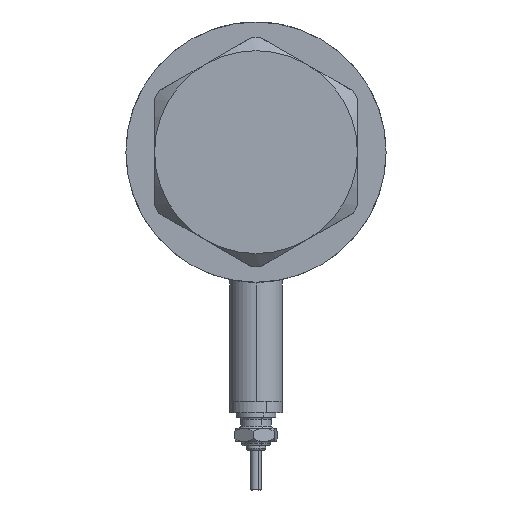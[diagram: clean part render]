
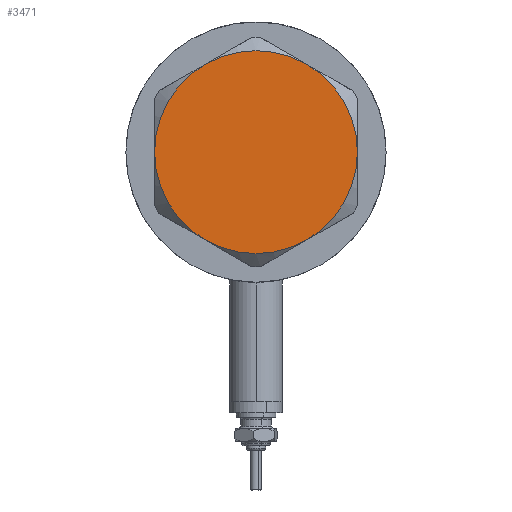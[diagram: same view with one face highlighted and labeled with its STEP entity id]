
A CAD part, left-side view. The second image highlights one B-rep face of the part: STEP entity #3471.
In plain terms, the highlighted face is planar.
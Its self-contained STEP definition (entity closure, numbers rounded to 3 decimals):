
#148 = CIRCLE ( 'NONE', #3799, 23. ) ;
#333 = EDGE_CURVE ( 'NONE', #2667, #810, #4101, .T. ) ;
#357 = DIRECTION ( 'NONE',  ( 1., 0., 0. ) ) ;
#488 = AXIS2_PLACEMENT_3D ( 'NONE', #2920, #4751, #654 ) ;
#590 = EDGE_CURVE ( 'NONE', #810, #648, #3520, .T. ) ;
#608 = CARTESIAN_POINT ( 'NONE',  ( -11.5, 19.919, 13. ) ) ;
#646 = EDGE_LOOP ( 'NONE', ( #2012, #4881, #3392, #3173, #3117, #5731 ) ) ;
#648 = VERTEX_POINT ( 'NONE', #608 ) ;
#654 = DIRECTION ( 'NONE',  ( 1., 0., 0. ) ) ;
#757 = EDGE_CURVE ( 'NONE', #648, #5474, #5346, .T. ) ;
#810 = VERTEX_POINT ( 'NONE', #3004 ) ;
#939 = VERTEX_POINT ( 'NONE', #4027 ) ;
#1082 = PLANE ( 'NONE',  #488 ) ;
#1109 = FACE_OUTER_BOUND ( 'NONE', #646, .T. ) ;
#1119 = DIRECTION ( 'NONE',  ( 1., 0., 0. ) ) ;
#1472 = DIRECTION ( 'NONE',  ( 0., 0., 1. ) ) ;
#2012 = ORIENTED_EDGE ( 'NONE', *, *, #2110, .T. ) ;
#2077 = DIRECTION ( 'NONE',  ( 0., 0., 1. ) ) ;
#2110 = EDGE_CURVE ( 'NONE', #2516, #2667, #5265, .T. ) ;
#2516 = VERTEX_POINT ( 'NONE', #3612 ) ;
#2664 = AXIS2_PLACEMENT_3D ( 'NONE', #4433, #4843, #357 ) ;
#2667 = VERTEX_POINT ( 'NONE', #4029 ) ;
#2831 = DIRECTION ( 'NONE',  ( 1., 0., 0. ) ) ;
#2920 = CARTESIAN_POINT ( 'NONE',  ( 0., 0., 13. ) ) ;
#2977 = CARTESIAN_POINT ( 'NONE',  ( 0., 0., 13. ) ) ;
#3004 = CARTESIAN_POINT ( 'NONE',  ( 11.5, 19.919, 13. ) ) ;
#3005 = DIRECTION ( 'NONE',  ( 0., 0., 1. ) ) ;
#3009 = EDGE_CURVE ( 'NONE', #939, #2516, #3345, .T. ) ;
#3090 = DIRECTION ( 'NONE',  ( 1., 0., 0. ) ) ;
#3107 = DIRECTION ( 'NONE',  ( 1., 0., 0. ) ) ;
#3117 = ORIENTED_EDGE ( 'NONE', *, *, #5676, .T. ) ;
#3173 = ORIENTED_EDGE ( 'NONE', *, *, #757, .T. ) ;
#3247 = AXIS2_PLACEMENT_3D ( 'NONE', #5059, #1472, #2831 ) ;
#3325 = DIRECTION ( 'NONE',  ( 0., 0., 1. ) ) ;
#3345 = CIRCLE ( 'NONE', #3247, 23. ) ;
#3392 = ORIENTED_EDGE ( 'NONE', *, *, #590, .T. ) ;
#3413 = CARTESIAN_POINT ( 'NONE',  ( 0., 0., 13. ) ) ;
#3471 = ADVANCED_FACE ( 'NONE', ( #1109 ), #1082, .T. ) ;
#3520 = CIRCLE ( 'NONE', #3710, 23. ) ;
#3612 = CARTESIAN_POINT ( 'NONE',  ( 11.5, -19.919, 13. ) ) ;
#3710 = AXIS2_PLACEMENT_3D ( 'NONE', #4201, #3325, #1119 ) ;
#3799 = AXIS2_PLACEMENT_3D ( 'NONE', #3413, #4106, #3107 ) ;
#3909 = CARTESIAN_POINT ( 'NONE',  ( 0., 0., 13. ) ) ;
#4027 = CARTESIAN_POINT ( 'NONE',  ( -11.5, -19.919, 13. ) ) ;
#4029 = CARTESIAN_POINT ( 'NONE',  ( 23., 0., 13. ) ) ;
#4101 = CIRCLE ( 'NONE', #2664, 23. ) ;
#4106 = DIRECTION ( 'NONE',  ( 0., 0., 1. ) ) ;
#4201 = CARTESIAN_POINT ( 'NONE',  ( 0., 0., 13. ) ) ;
#4433 = CARTESIAN_POINT ( 'NONE',  ( 0., 0., 13. ) ) ;
#4751 = DIRECTION ( 'NONE',  ( 0., 0., 1. ) ) ;
#4843 = DIRECTION ( 'NONE',  ( 0., 0., 1. ) ) ;
#4881 = ORIENTED_EDGE ( 'NONE', *, *, #333, .T. ) ;
#5059 = CARTESIAN_POINT ( 'NONE',  ( 0., 0., 13. ) ) ;
#5149 = AXIS2_PLACEMENT_3D ( 'NONE', #2977, #2077, #3090 ) ;
#5163 = AXIS2_PLACEMENT_3D ( 'NONE', #3909, #3005, #5311 ) ;
#5265 = CIRCLE ( 'NONE', #5163, 23. ) ;
#5311 = DIRECTION ( 'NONE',  ( 1., 0., 0. ) ) ;
#5346 = CIRCLE ( 'NONE', #5149, 23. ) ;
#5474 = VERTEX_POINT ( 'NONE', #5560 ) ;
#5560 = CARTESIAN_POINT ( 'NONE',  ( -23., 0., 13. ) ) ;
#5676 = EDGE_CURVE ( 'NONE', #5474, #939, #148, .T. ) ;
#5731 = ORIENTED_EDGE ( 'NONE', *, *, #3009, .T. ) ;
